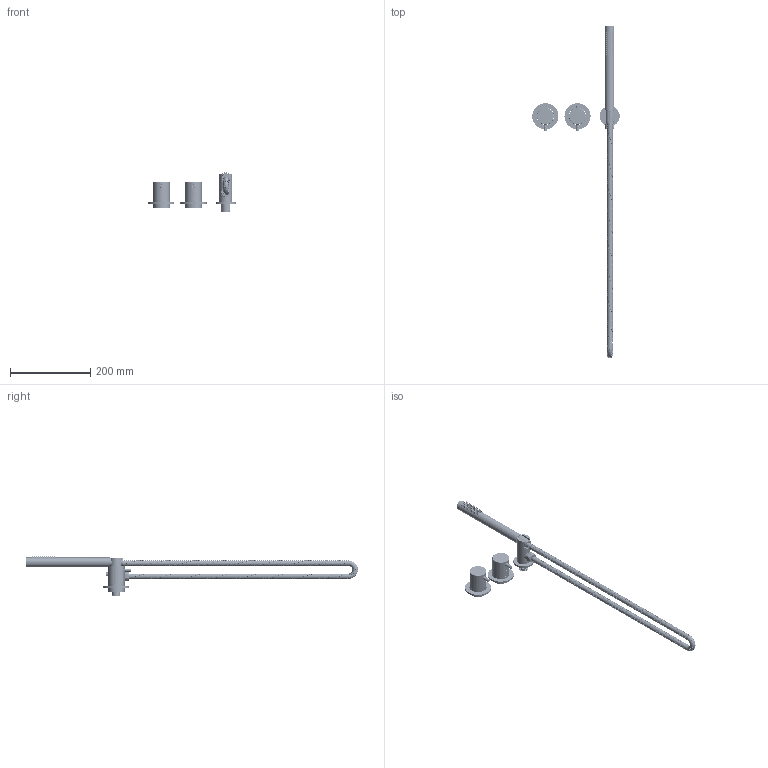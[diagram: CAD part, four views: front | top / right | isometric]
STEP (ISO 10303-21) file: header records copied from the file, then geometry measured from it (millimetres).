
FILE_DESCRIPTION (( 'STEP AP214' ), '1' );
FILE_NAME ('CO320LRV.H_STEP_v10724.STEP', '2024-07-25T13:24:44', ( '' ), ( '' ), 'SwSTEP 2.0', 'SolidWorks 2019', '' );
FILE_SCHEMA (( 'AUTOMOTIVE_DESIGN' ));
Length unit declared in the file: inch
Products named in the file (1): CO320LRV.H_STEP_v10724
Bounding box: 217.49 x 825.97 x 99.29 mm (x, y, z)
Volume: 340280.6 mm3; surface area: 169424 mm2
Topology: 16 solids, 16 shells, 1587 faces, 4136 edges, 2746 vertices
Faces by surface type: cylinder 1177, plane 223, cone 99, bspline 44, torus 43, sphere 1
Entity records: 174153 total; most frequent: CARTESIAN_POINT 119318, ORIENTED_EDGE 8266, DIRECTION 5835, EDGE_CURVE 4133, VERTEX_POINT 2744, AXIS2_PLACEMENT_3D 2242, EDGE_LOOP 1767, DIMENSIONAL_EXPONENTS 1605
